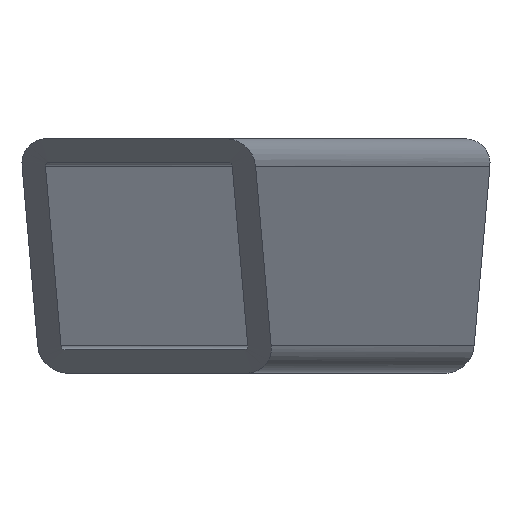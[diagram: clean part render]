
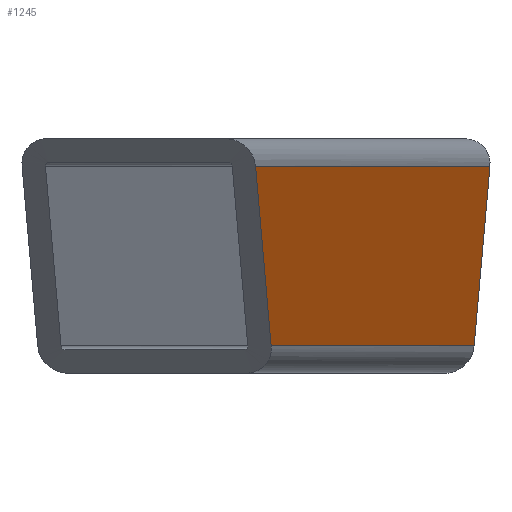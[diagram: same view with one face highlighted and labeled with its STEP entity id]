
A CAD part, left-side view. The second image highlights one B-rep face of the part: STEP entity #1245.
In plain terms, the highlighted planar face has unit normal (-0.087, -0.996, -0.001).
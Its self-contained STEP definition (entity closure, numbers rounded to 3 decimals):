
#35 = PLANE('',#36);
#36 = AXIS2_PLACEMENT_3D('',#37,#38,#39);
#37 = CARTESIAN_POINT('',(146.365,2.262,-14.994
    ));
#38 = DIRECTION('',(-0.704,0.061,0.707));
#39 = DIRECTION('',(0.704,-0.062,0.707));
#113 = VERTEX_POINT('',#114);
#114 = CARTESIAN_POINT('',(147.237,-27.931,
    -11.515));
#134 = CYLINDRICAL_SURFACE('',#135,3.5);
#135 = AXIS2_PLACEMENT_3D('',#136,#137,#138);
#136 = CARTESIAN_POINT('',(-175.945,3.857,
    -11.503));
#137 = DIRECTION('',(-0.996,0.087,
    0.));
#138 = DIRECTION('',(0.,-0.001,
    1.));
#168 = EDGE_CURVE('',#169,#113,#171,.T.);
#169 = VERTEX_POINT('',#170);
#170 = CARTESIAN_POINT('',(170.149,-29.951,
    11.485));
#171 = SURFACE_CURVE('',#172,(#176,#183),.PCURVE_S1.);
#172 = LINE('',#173,#174);
#173 = CARTESIAN_POINT('',(170.149,-29.951,
    11.485));
#174 = VECTOR('',#175,1.);
#175 = DIRECTION('',(-0.704,0.062,-0.707)
  );
#176 = PCURVE('',#35,#177);
#177 = DEFINITIONAL_REPRESENTATION('',(#178),#182);
#178 = LINE('',#179,#180);
#179 = CARTESIAN_POINT('',(37.477,-30.));
#180 = VECTOR('',#181,1.);
#181 = DIRECTION('',(-1.,0.));
#182 = ( GEOMETRIC_REPRESENTATION_CONTEXT(2) 
PARAMETRIC_REPRESENTATION_CONTEXT() REPRESENTATION_CONTEXT('2D SPACE',''
  ) );
#183 = PCURVE('',#184,#189);
#184 = PLANE('',#185);
#185 = AXIS2_PLACEMENT_3D('',#186,#187,#188);
#186 = CARTESIAN_POINT('',(-176.25,0.37,
    -11.505));
#187 = DIRECTION('',(-0.087,-0.996,
    -0.001));
#188 = DIRECTION('',(0.,-0.001,
    1.));
#189 = DEFINITIONAL_REPRESENTATION('',(#190),#194);
#190 = LINE('',#191,#192);
#191 = CARTESIAN_POINT('',(23.,-347.722));
#192 = VECTOR('',#193,1.);
#193 = DIRECTION('',(-0.707,0.707));
#194 = ( GEOMETRIC_REPRESENTATION_CONTEXT(2) 
PARAMETRIC_REPRESENTATION_CONTEXT() REPRESENTATION_CONTEXT('2D SPACE',''
  ) );
#220 = CYLINDRICAL_SURFACE('',#221,3.5);
#221 = AXIS2_PLACEMENT_3D('',#222,#223,#224);
#222 = CARTESIAN_POINT('',(-175.946,3.841,
    11.497));
#223 = DIRECTION('',(-0.996,0.087,
    0.));
#224 = DIRECTION('',(0.,-0.001,
    1.));
#820 = PLANE('',#821);
#821 = AXIS2_PLACEMENT_3D('',#822,#823,#824);
#822 = CARTESIAN_POINT('',(-173.636,30.238,
    15.015));
#823 = DIRECTION('',(0.704,-0.062,0.707)
  );
#824 = DIRECTION('',(0.704,-0.061,-0.707)
  );
#1125 = VERTEX_POINT('',#1126);
#1126 = CARTESIAN_POINT('',(-172.764,0.05,
    11.495));
#1203 = EDGE_CURVE('',#169,#1125,#1204,.T.);
#1204 = SURFACE_CURVE('',#1205,(#1209,#1238),.PCURVE_S1.);
#1205 = LINE('',#1206,#1207);
#1206 = CARTESIAN_POINT('',(170.149,-29.951,
    11.485));
#1207 = VECTOR('',#1208,1.);
#1208 = DIRECTION('',(-0.996,0.087,
    0.));
#1209 = PCURVE('',#220,#1210);
#1210 = DEFINITIONAL_REPRESENTATION('',(#1211),#1237);
#1211 = B_SPLINE_CURVE_WITH_KNOTS('',3,(#1212,#1213,#1214,#1215,#1216,
    #1217,#1218,#1219,#1220,#1221,#1222,#1223,#1224,#1225,#1226,#1227,
    #1228,#1229,#1230,#1231,#1232,#1233,#1234,#1235,#1236),
  .UNSPECIFIED.,.F.,.F.,(4,1,1,1,1,1,1,1,1,1,1,1,1,1,1,1,1,1,1,1,1,1,4),
  (0.,15.646,31.293,46.939,62.586,
    78.232,93.879,109.525,125.172,
    140.818,156.465,172.111,187.758,
    203.404,219.051,234.697,250.344,
    265.99,281.636,297.283,312.929,
    328.576,344.222),.QUASI_UNIFORM_KNOTS.);
#1212 = CARTESIAN_POINT('',(4.712,-347.722));
#1213 = CARTESIAN_POINT('',(4.712,-342.507));
#1214 = CARTESIAN_POINT('',(4.712,-332.076));
#1215 = CARTESIAN_POINT('',(4.712,-316.429));
#1216 = CARTESIAN_POINT('',(4.712,-300.783));
#1217 = CARTESIAN_POINT('',(4.712,-285.136));
#1218 = CARTESIAN_POINT('',(4.712,-269.49));
#1219 = CARTESIAN_POINT('',(4.712,-253.844));
#1220 = CARTESIAN_POINT('',(4.712,-238.197));
#1221 = CARTESIAN_POINT('',(4.712,-222.551));
#1222 = CARTESIAN_POINT('',(4.712,-206.904));
#1223 = CARTESIAN_POINT('',(4.712,-191.258));
#1224 = CARTESIAN_POINT('',(4.712,-175.611));
#1225 = CARTESIAN_POINT('',(4.712,-159.965));
#1226 = CARTESIAN_POINT('',(4.712,-144.318));
#1227 = CARTESIAN_POINT('',(4.712,-128.672));
#1228 = CARTESIAN_POINT('',(4.712,-113.025));
#1229 = CARTESIAN_POINT('',(4.712,-97.379));
#1230 = CARTESIAN_POINT('',(4.712,-81.732));
#1231 = CARTESIAN_POINT('',(4.712,-66.086));
#1232 = CARTESIAN_POINT('',(4.712,-50.439));
#1233 = CARTESIAN_POINT('',(4.712,-34.793));
#1234 = CARTESIAN_POINT('',(4.712,-19.146));
#1235 = CARTESIAN_POINT('',(4.712,-8.715));
#1236 = CARTESIAN_POINT('',(4.712,-3.5));
#1237 = ( GEOMETRIC_REPRESENTATION_CONTEXT(2) 
PARAMETRIC_REPRESENTATION_CONTEXT() REPRESENTATION_CONTEXT('2D SPACE',''
  ) );
#1238 = PCURVE('',#184,#1239);
#1239 = DEFINITIONAL_REPRESENTATION('',(#1240),#1244);
#1240 = LINE('',#1241,#1242);
#1241 = CARTESIAN_POINT('',(23.,-347.722));
#1242 = VECTOR('',#1243,1.);
#1243 = DIRECTION('',(0.,1.));
#1244 = ( GEOMETRIC_REPRESENTATION_CONTEXT(2) 
PARAMETRIC_REPRESENTATION_CONTEXT() REPRESENTATION_CONTEXT('2D SPACE',''
  ) );
#1245 = ADVANCED_FACE('',(#1246),#184,.T.);
#1246 = FACE_BOUND('',#1247,.F.);
#1247 = EDGE_LOOP('',(#1248,#1293,#1314,#1315));
#1248 = ORIENTED_EDGE('',*,*,#1249,.F.);
#1249 = EDGE_CURVE('',#1250,#113,#1252,.T.);
#1250 = VERTEX_POINT('',#1251);
#1251 = CARTESIAN_POINT('',(-149.851,-1.939,
    -11.506));
#1252 = SURFACE_CURVE('',#1253,(#1257,#1264),.PCURVE_S1.);
#1253 = LINE('',#1254,#1255);
#1254 = CARTESIAN_POINT('',(-149.851,-1.939,
    -11.506));
#1255 = VECTOR('',#1256,1.);
#1256 = DIRECTION('',(0.996,-0.087,
    0.));
#1257 = PCURVE('',#184,#1258);
#1258 = DEFINITIONAL_REPRESENTATION('',(#1259),#1263);
#1259 = LINE('',#1260,#1261);
#1260 = CARTESIAN_POINT('',(0.,-26.5));
#1261 = VECTOR('',#1262,1.);
#1262 = DIRECTION('',(0.,-1.));
#1263 = ( GEOMETRIC_REPRESENTATION_CONTEXT(2) 
PARAMETRIC_REPRESENTATION_CONTEXT() REPRESENTATION_CONTEXT('2D SPACE',''
  ) );
#1264 = PCURVE('',#134,#1265);
#1265 = DEFINITIONAL_REPRESENTATION('',(#1266),#1292);
#1266 = B_SPLINE_CURVE_WITH_KNOTS('',3,(#1267,#1268,#1269,#1270,#1271,
    #1272,#1273,#1274,#1275,#1276,#1277,#1278,#1279,#1280,#1281,#1282,
    #1283,#1284,#1285,#1286,#1287,#1288,#1289,#1290,#1291),
  .UNSPECIFIED.,.F.,.F.,(4,1,1,1,1,1,1,1,1,1,1,1,1,1,1,1,1,1,1,1,1,1,4),
  (0.,13.556,27.111,40.667,54.222,
    67.778,81.333,94.889,108.444,
    122.,135.556,149.111,162.667,
    176.222,189.778,203.333,216.889,
    230.445,244.,257.556,271.111,
    284.667,298.222),.QUASI_UNIFORM_KNOTS.);
#1267 = CARTESIAN_POINT('',(4.712,-26.5));
#1268 = CARTESIAN_POINT('',(4.712,-31.019));
#1269 = CARTESIAN_POINT('',(4.712,-40.056));
#1270 = CARTESIAN_POINT('',(4.712,-53.611));
#1271 = CARTESIAN_POINT('',(4.712,-67.167));
#1272 = CARTESIAN_POINT('',(4.712,-80.722));
#1273 = CARTESIAN_POINT('',(4.712,-94.278));
#1274 = CARTESIAN_POINT('',(4.712,-107.833));
#1275 = CARTESIAN_POINT('',(4.712,-121.389));
#1276 = CARTESIAN_POINT('',(4.712,-134.944));
#1277 = CARTESIAN_POINT('',(4.712,-148.5));
#1278 = CARTESIAN_POINT('',(4.712,-162.056));
#1279 = CARTESIAN_POINT('',(4.712,-175.611));
#1280 = CARTESIAN_POINT('',(4.712,-189.167));
#1281 = CARTESIAN_POINT('',(4.712,-202.722));
#1282 = CARTESIAN_POINT('',(4.712,-216.278));
#1283 = CARTESIAN_POINT('',(4.712,-229.833));
#1284 = CARTESIAN_POINT('',(4.712,-243.389));
#1285 = CARTESIAN_POINT('',(4.712,-256.945));
#1286 = CARTESIAN_POINT('',(4.712,-270.5));
#1287 = CARTESIAN_POINT('',(4.712,-284.056));
#1288 = CARTESIAN_POINT('',(4.712,-297.611));
#1289 = CARTESIAN_POINT('',(4.712,-311.167));
#1290 = CARTESIAN_POINT('',(4.712,-320.204));
#1291 = CARTESIAN_POINT('',(4.712,-324.722));
#1292 = ( GEOMETRIC_REPRESENTATION_CONTEXT(2) 
PARAMETRIC_REPRESENTATION_CONTEXT() REPRESENTATION_CONTEXT('2D SPACE',''
  ) );
#1293 = ORIENTED_EDGE('',*,*,#1294,.T.);
#1294 = EDGE_CURVE('',#1250,#1125,#1295,.T.);
#1295 = SURFACE_CURVE('',#1296,(#1300,#1307),.PCURVE_S1.);
#1296 = LINE('',#1297,#1298);
#1297 = CARTESIAN_POINT('',(-149.851,-1.939,
    -11.506));
#1298 = VECTOR('',#1299,1.);
#1299 = DIRECTION('',(-0.704,0.061,0.707)
  );
#1300 = PCURVE('',#184,#1301);
#1301 = DEFINITIONAL_REPRESENTATION('',(#1302),#1306);
#1302 = LINE('',#1303,#1304);
#1303 = CARTESIAN_POINT('',(0.,-26.5));
#1304 = VECTOR('',#1305,1.);
#1305 = DIRECTION('',(0.707,0.707));
#1306 = ( GEOMETRIC_REPRESENTATION_CONTEXT(2) 
PARAMETRIC_REPRESENTATION_CONTEXT() REPRESENTATION_CONTEXT('2D SPACE',''
  ) );
#1307 = PCURVE('',#820,#1308);
#1308 = DEFINITIONAL_REPRESENTATION('',(#1309),#1313);
#1309 = LINE('',#1310,#1311);
#1310 = CARTESIAN_POINT('',(37.477,-30.));
#1311 = VECTOR('',#1312,1.);
#1312 = DIRECTION('',(-1.,0.));
#1313 = ( GEOMETRIC_REPRESENTATION_CONTEXT(2) 
PARAMETRIC_REPRESENTATION_CONTEXT() REPRESENTATION_CONTEXT('2D SPACE',''
  ) );
#1314 = ORIENTED_EDGE('',*,*,#1203,.F.);
#1315 = ORIENTED_EDGE('',*,*,#168,.T.);
